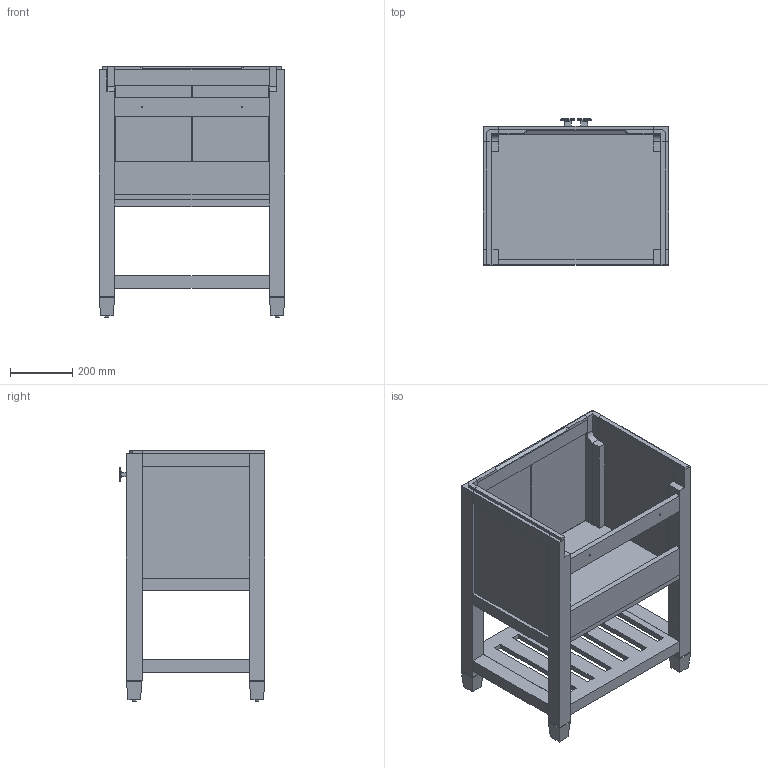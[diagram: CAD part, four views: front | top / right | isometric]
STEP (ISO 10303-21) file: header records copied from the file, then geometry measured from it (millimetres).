
FILE_DESCRIPTION((''),'2;1');
FILE_NAME('9045202_ASM','2020-12-16T11:20:46',('25393'),(''),'CREO PARAMETRIC BY PTC INC, 2018020','CREO PARAMETRIC BY PTC INC, 2018020','');
FILE_SCHEMA(('CONFIG_CONTROL_DESIGN'));
Length unit declared in the file: millimetre
Products named in the file (24): 001; 001-2; 001-1_AF2; 001-1_AF3; 202-002; 202-015; 202-003; 202-004; 005; 006_AF2; 006_AF3; 202-008; 202-009; 202-010; 007_AF1; 011; 202-012; 013; 014; 016_AF2; 016_AF3; JCFLS001CH-012; 007; 9045202_ASM
Assembly tree (35 placements, depth 2):
  9045202_ASM
    001
    001-2
    001-1_AF2
    001-1_AF3
    202-002
    202-015
    202-003  x2
    202-004
    005  x4
    006_AF2
    006_AF3
    202-008
    202-009
    202-010
    007_AF1
    011  x2
    202-012
    013  x4
    014  x4
    016_AF2
    016_AF3
    JCFLS001CH-012  x2
    007
Bounding box: 596 x 467.5 x 804.5 mm (x, y, z)
Volume: 26270970.2 mm3; surface area: 3434498 mm2
Topology: 35 solids, 35 shells, 405 faces, 897 edges, 562 vertices
Faces by surface type: plane 303, cylinder 54, cone 24, bspline 16, torus 8
Entity records: 8227 total; most frequent: CARTESIAN_POINT 1467, DIRECTION 1347, ORIENTED_EDGE 1238, EDGE_CURVE 619, VECTOR 539, LINE 539, AXIS2_PLACEMENT_3D 404, VERTEX_POINT 396
